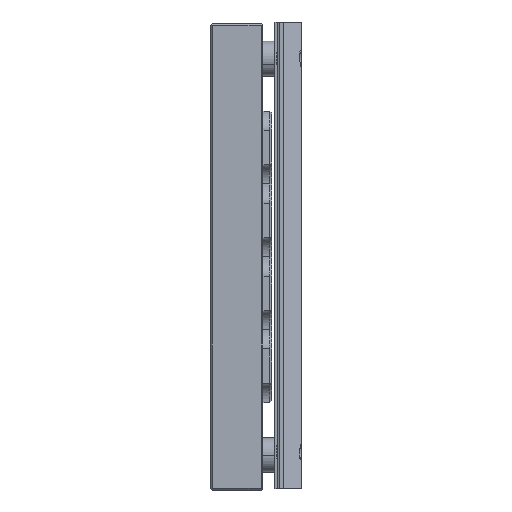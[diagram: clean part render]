
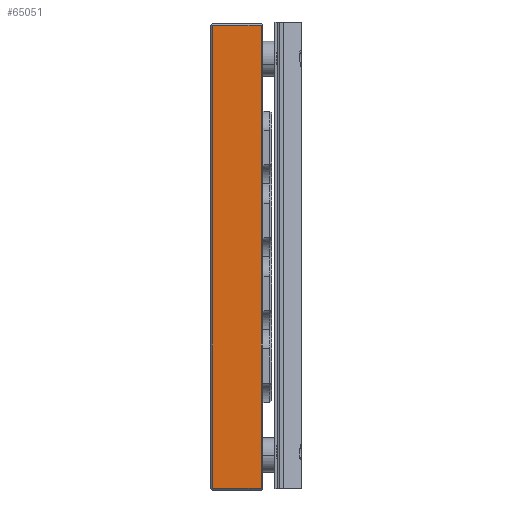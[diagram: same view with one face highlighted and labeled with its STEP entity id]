
A CAD part, left-side view. The second image highlights one B-rep face of the part: STEP entity #65051.
In plain terms, the highlighted planar face has unit normal (-1, 0, 0).
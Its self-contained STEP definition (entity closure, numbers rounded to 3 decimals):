
#28215=DIRECTION('',(0.,-1.,0.));
#28216=VECTOR('',#28215,8.4);
#28217=CARTESIAN_POINT('',(-33.,4.95,-39.7));
#28218=LINE('',#28217,#28216);
#28219=DIRECTION('',(0.,0.,1.));
#28220=VECTOR('',#28219,79.4);
#28221=CARTESIAN_POINT('',(-33.,4.95,-39.7));
#28222=LINE('',#28221,#28220);
#28223=DIRECTION('',(0.,-1.,0.));
#28224=VECTOR('',#28223,8.4);
#28225=CARTESIAN_POINT('',(-33.,4.95,39.7));
#28226=LINE('',#28225,#28224);
#28227=DIRECTION('',(0.,0.,1.));
#28228=VECTOR('',#28227,79.4);
#28229=CARTESIAN_POINT('',(-33.,-3.45,-39.7));
#28230=LINE('',#28229,#28228);
#30688=CARTESIAN_POINT('',(-33.,-3.45,-39.7));
#30690=VERTEX_POINT('',#30688);
#30698=CARTESIAN_POINT('',(-33.,4.95,-39.7));
#30699=VERTEX_POINT('',#30698);
#30728=CARTESIAN_POINT('',(-33.,-3.45,39.7));
#30729=VERTEX_POINT('',#30728);
#30730=CARTESIAN_POINT('',(-33.,4.95,39.7));
#30731=VERTEX_POINT('',#30730);
#65040=CARTESIAN_POINT('',(-33.,-5.25,-40.));
#65041=DIRECTION('',(-1.,0.,0.));
#65042=DIRECTION('',(0.,0.,1.));
#65043=AXIS2_PLACEMENT_3D('',#65040,#65041,#65042);
#65044=PLANE('',#65043);
#65045=ORIENTED_EDGE('',*,*,#64511,.F.);
#65046=ORIENTED_EDGE('',*,*,#64849,.T.);
#65047=ORIENTED_EDGE('',*,*,#64471,.T.);
#65048=ORIENTED_EDGE('',*,*,#64488,.F.);
#65049=EDGE_LOOP('',(#65045,#65046,#65047,#65048));
#65050=FACE_OUTER_BOUND('',#65049,.F.);
#65051=ADVANCED_FACE('',(#65050),#65044,.T.);
#64471=EDGE_CURVE('',#30731,#30729,#28226,.T.);
#64488=EDGE_CURVE('',#30690,#30729,#28230,.T.);
#64511=EDGE_CURVE('',#30699,#30690,#28218,.T.);
#64849=EDGE_CURVE('',#30699,#30731,#28222,.T.);
